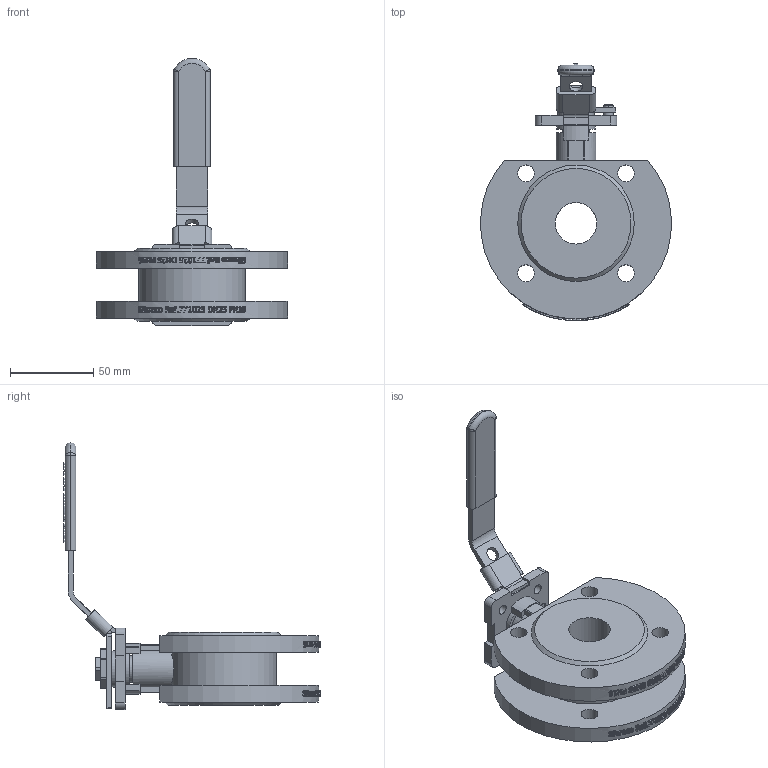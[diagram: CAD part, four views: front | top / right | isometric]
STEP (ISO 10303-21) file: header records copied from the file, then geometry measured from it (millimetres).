
FILE_DESCRIPTION(/* description */ ('771025'),/* implementation_level */ '2;1');
FILE_NAME(/* name */ '771025.stp',/* time_stamp */ '2017-05-19T10:08:19+02:00',/* author */ ('jmorand'),/* organization */ ('Sferaco'),/* preprocessor_version */ 'ST-DEVELOPER v16.5',/* originating_system */ 'Autodesk Inventor 2017',/* authorisation */ '');
FILE_SCHEMA (('AUTOMOTIVE_DESIGN { 1 0 10303 214 3 1 1 }'));
Products named in the file (1): 771025_bd
Bounding box: 114.9 x 154.5 x 160.66 mm (x, y, z)
Volume: 279804.3 mm3; surface area: 65676.2 mm2
Topology: 1 solids, 4 shells, 1491 faces, 4049 edges, 2674 vertices
Faces by surface type: plane 716, bspline 602, cylinder 162, cone 5, sphere 4, torus 2
Full cylindrical faces by diameter (mm): 4.134 x1, 6 x5, 8 x1, 10.106 x8, 14 x1, 14.5 x2, 16 x1, 17 x1, 22 x1, 23 x1, 24 x1, 25 x1, 28 x1
Entity records: 59948 total; most frequent: CARTESIAN_POINT 24400, ORIENTED_EDGE 8022, DIRECTION 5243, EDGE_CURVE 4010, VERTEX_POINT 2663, LINE 2217, VECTOR 2217, EDGE_LOOP 1666
